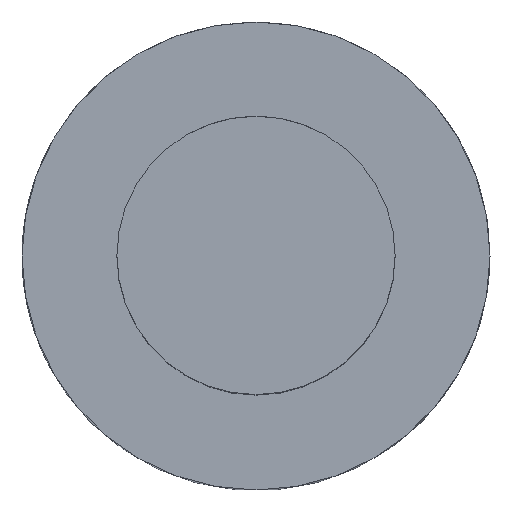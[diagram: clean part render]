
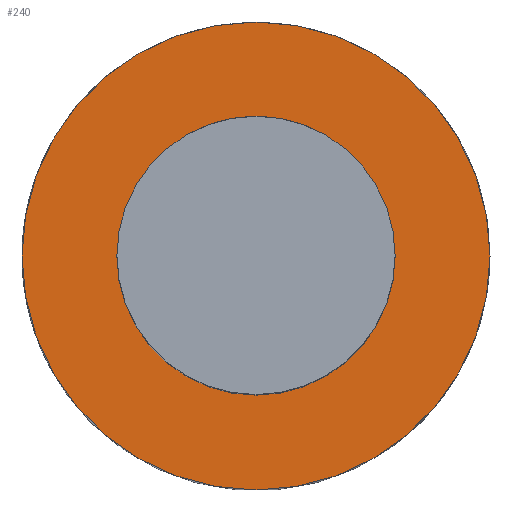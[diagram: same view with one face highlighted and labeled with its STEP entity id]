
A CAD part, top view. The second image highlights one B-rep face of the part: STEP entity #240.
In plain terms, the highlighted planar face has unit normal (0, 0, 1).
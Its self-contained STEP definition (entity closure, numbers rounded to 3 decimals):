
#114=EDGE_CURVE('240[2]',#208,#208,#287,.T.);
#140=EDGE_CURVE('240[2]',#319,#319,#320,.T.);
#208=VERTEX_POINT('NONE',#404);
#240=ADVANCED_FACE('240[2]',(#442,#443),#444,.T.);
#287=CIRCLE('',#524,9.25);
#319=VERTEX_POINT('',#606);
#320=CIRCLE('',#607,5.5);
#404=CARTESIAN_POINT('',(9.25,0.,0.0));
#442=FACE_BOUND('',#942,.T.);
#443=FACE_OUTER_BOUND('',#943,.T.);
#444=PLANE('',#944);
#524=AXIS2_PLACEMENT_3D('',#973,#974,#975);
#606=CARTESIAN_POINT('',(5.5,0.0,0.0));
#607=AXIS2_PLACEMENT_3D('',#995,#996,#997);
#942=EDGE_LOOP('',(#1109));
#943=EDGE_LOOP('',(#1110));
#944=AXIS2_PLACEMENT_3D('',#1111,#1112,#1113);
#973=CARTESIAN_POINT('',(0.0,0.0,0.0));
#974=DIRECTION('',(0.0,-0.0,-1.0));
#975=DIRECTION('',(1.0,0.,0.0));
#995=CARTESIAN_POINT('',(0.0,0.0,0.0));
#996=DIRECTION('',(0.0,0.0,-1.0));
#997=DIRECTION('',(1.0,0.0,0.0));
#1109=ORIENTED_EDGE('',*,*,#140,.T.);
#1110=ORIENTED_EDGE('',*,*,#114,.F.);
#1111=CARTESIAN_POINT('',(0.,5.5,0.0));
#1112=DIRECTION('',(0.0,0.0,1.0));
#1113=DIRECTION('',(-1.0,0.,0.0));
